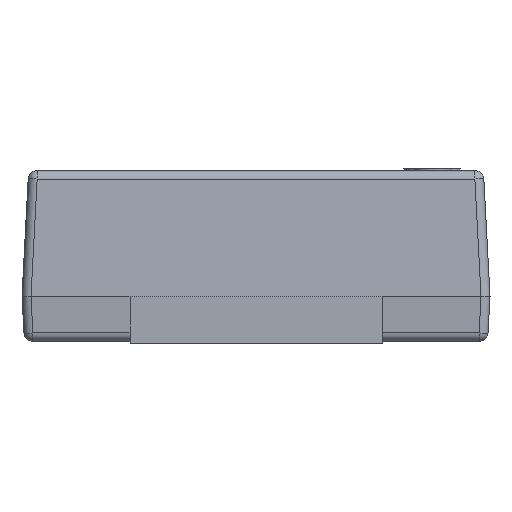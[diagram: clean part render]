
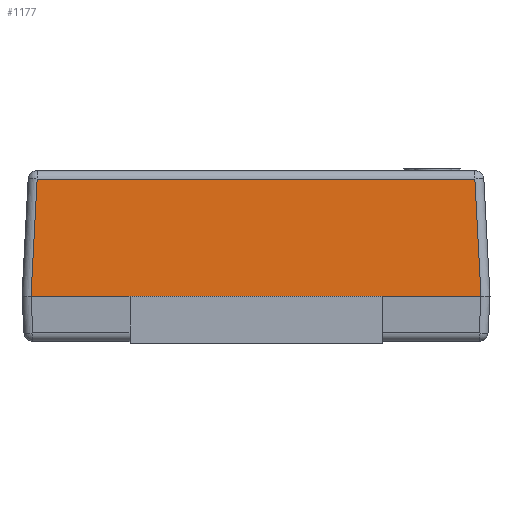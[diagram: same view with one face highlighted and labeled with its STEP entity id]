
A CAD part, left-side view. The second image highlights one B-rep face of the part: STEP entity #1177.
In plain terms, the highlighted planar face has unit normal (-0.999, 0, 0.052).
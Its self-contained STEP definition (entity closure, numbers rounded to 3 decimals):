
#32 = EDGE_CURVE ( 'NONE', #823, #8651, #1747, .T. ) ;
#108 = EDGE_LOOP ( 'NONE', ( #1171, #6206, #12948, #3462, #1123, #9169 ) ) ;
#362 = DIRECTION ( 'NONE',  ( 0., -1., 0. ) ) ;
#823 = VERTEX_POINT ( 'NONE', #11057 ) ;
#1123 = ORIENTED_EDGE ( 'NONE', *, *, #32, .T. ) ;
#1171 = ORIENTED_EDGE ( 'NONE', *, *, #9263, .T. ) ;
#1177 = ADVANCED_FACE ( 'NONE', ( #4712 ), #7662, .T. ) ;
#1747 = LINE ( 'NONE', #5795, #6742 ) ;
#1818 = CARTESIAN_POINT ( 'NONE',  ( -2.116, 1.216, 0.653 ) ) ;
#1971 = DIRECTION ( 'NONE',  ( 0., 1., 0. ) ) ;
#2040 = LINE ( 'NONE', #5891, #8242 ) ;
#2447 = CARTESIAN_POINT ( 'NONE',  ( -2.15, 1.3, 0. ) ) ;
#2608 = DIRECTION ( 'NONE',  ( 0.052, 0., 0.999 ) ) ;
#2791 = DIRECTION ( 'NONE',  ( 0., -1., 0. ) ) ;
#3040 = CARTESIAN_POINT ( 'NONE',  ( -2.116, -1.216, 0.653 ) ) ;
#3113 = VECTOR ( 'NONE', #9635, 1000. ) ;
#3316 = VERTEX_POINT ( 'NONE', #9874 ) ;
#3462 = ORIENTED_EDGE ( 'NONE', *, *, #7490, .T. ) ;
#3795 = CARTESIAN_POINT ( 'NONE',  ( -2.15, 1.3, 0. ) ) ;
#3927 = VECTOR ( 'NONE', #362, 1000. ) ;
#4028 = EDGE_CURVE ( 'NONE', #10489, #3316, #12305, .T. ) ;
#4712 = FACE_OUTER_BOUND ( 'NONE', #108, .T. ) ;
#4821 = AXIS2_PLACEMENT_3D ( 'NONE', #3795, #11750, #2608 ) ;
#4910 = CARTESIAN_POINT ( 'NONE',  ( -2.143, -1.243, 0.133 ) ) ;
#5625 = LINE ( 'NONE', #9636, #3927 ) ;
#5795 = CARTESIAN_POINT ( 'NONE',  ( -2.15, 1.3, 0. ) ) ;
#5891 = CARTESIAN_POINT ( 'NONE',  ( -2.116, 1.263, 0.653 ) ) ;
#6206 = ORIENTED_EDGE ( 'NONE', *, *, #4028, .T. ) ;
#6346 = VECTOR ( 'NONE', #8940, 1000. ) ;
#6568 = VERTEX_POINT ( 'NONE', #6785 ) ;
#6597 = LINE ( 'NONE', #2447, #3113 ) ;
#6742 = VECTOR ( 'NONE', #2791, 1000. ) ;
#6785 = CARTESIAN_POINT ( 'NONE',  ( -2.15, 0.7, 0. ) ) ;
#7490 = EDGE_CURVE ( 'NONE', #6568, #823, #5625, .T. ) ;
#7662 = PLANE ( 'NONE',  #4821 ) ;
#8242 = VECTOR ( 'NONE', #1971, 1000. ) ;
#8594 = VERTEX_POINT ( 'NONE', #3040 ) ;
#8651 = VERTEX_POINT ( 'NONE', #10685 ) ;
#8940 = DIRECTION ( 'NONE',  ( 0.052, 0.052, 0.997 ) ) ;
#9169 = ORIENTED_EDGE ( 'NONE', *, *, #12873, .T. ) ;
#9263 = EDGE_CURVE ( 'NONE', #8594, #10489, #2040, .T. ) ;
#9635 = DIRECTION ( 'NONE',  ( 0., -1., 0. ) ) ;
#9636 = CARTESIAN_POINT ( 'NONE',  ( -2.15, 1.3, 0. ) ) ;
#9874 = CARTESIAN_POINT ( 'NONE',  ( -2.15, 1.25, 0. ) ) ;
#10067 = LINE ( 'NONE', #4910, #6346 ) ;
#10489 = VERTEX_POINT ( 'NONE', #1818 ) ;
#10685 = CARTESIAN_POINT ( 'NONE',  ( -2.15, -1.25, 0. ) ) ;
#11057 = CARTESIAN_POINT ( 'NONE',  ( -2.15, -0.7, 0. ) ) ;
#11102 = VECTOR ( 'NONE', #12499, 1000. ) ;
#11750 = DIRECTION ( 'NONE',  ( -0.999, 0., 0.052 ) ) ;
#12148 = EDGE_CURVE ( 'NONE', #3316, #6568, #6597, .T. ) ;
#12305 = LINE ( 'NONE', #12429, #11102 ) ;
#12429 = CARTESIAN_POINT ( 'NONE',  ( -2.15, 1.25, -0.003 ) ) ;
#12499 = DIRECTION ( 'NONE',  ( -0.052, 0.052, -0.997 ) ) ;
#12873 = EDGE_CURVE ( 'NONE', #8651, #8594, #10067, .T. ) ;
#12948 = ORIENTED_EDGE ( 'NONE', *, *, #12148, .T. ) ;
